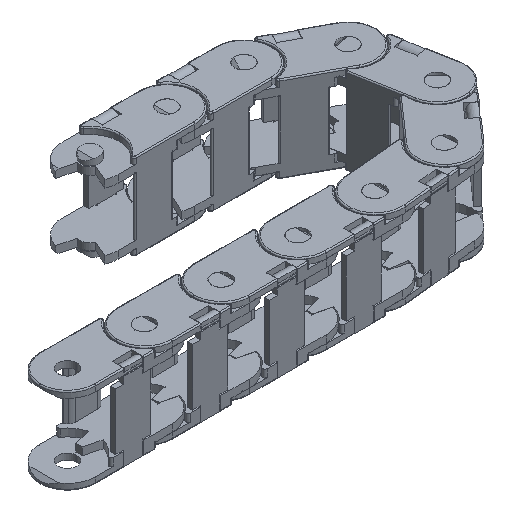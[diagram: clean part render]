
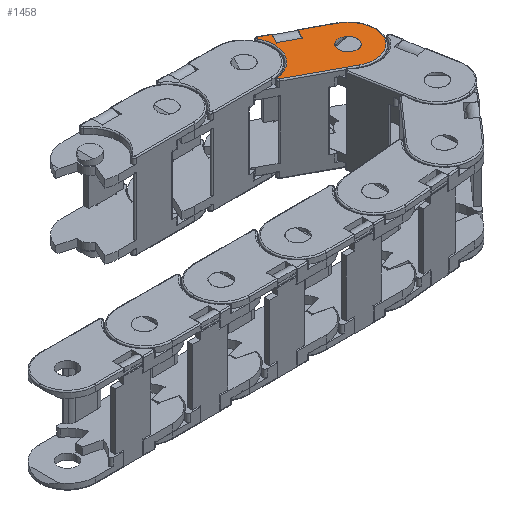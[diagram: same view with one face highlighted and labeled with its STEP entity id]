
A CAD part, isometric view. The second image highlights one B-rep face of the part: STEP entity #1458.
In plain terms, the highlighted planar face has unit normal (0, 0, 1).
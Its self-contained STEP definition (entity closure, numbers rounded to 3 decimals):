
#34 = VERTEX_POINT ( 'NONE', #1240 ) ;
#43 = CARTESIAN_POINT ( 'NONE',  ( 25.174, 11., 37. ) ) ;
#86 = VERTEX_POINT ( 'NONE', #2628 ) ;
#129 = VECTOR ( 'NONE', #1045, 1000. ) ;
#148 = ORIENTED_EDGE ( 'NONE', *, *, #4303, .T. ) ;
#163 = VERTEX_POINT ( 'NONE', #1353 ) ;
#174 = VECTOR ( 'NONE', #2215, 1000. ) ;
#202 = AXIS2_PLACEMENT_3D ( 'NONE', #3692, #4049, #2387 ) ;
#267 = DIRECTION ( 'NONE',  ( -1., 0., 0. ) ) ;
#315 = DIRECTION ( 'NONE',  ( 0., 0., 1. ) ) ;
#360 = CARTESIAN_POINT ( 'NONE',  ( -0.34, -11.5, 37. ) ) ;
#399 = LINE ( 'NONE', #2145, #1777 ) ;
#400 = EDGE_CURVE ( 'NONE', #86, #163, #1733, .T. ) ;
#485 = VERTEX_POINT ( 'NONE', #2920 ) ;
#539 = CARTESIAN_POINT ( 'NONE',  ( -0.34, 0., 37. ) ) ;
#574 = DIRECTION ( 'NONE',  ( 0., 0., -1. ) ) ;
#577 = EDGE_CURVE ( 'NONE', #1060, #2459, #1892, .T. ) ;
#646 = VERTEX_POINT ( 'NONE', #2326 ) ;
#711 = AXIS2_PLACEMENT_3D ( 'NONE', #4398, #315, #2737 ) ;
#764 = VERTEX_POINT ( 'NONE', #2436 ) ;
#851 = ORIENTED_EDGE ( 'NONE', *, *, #3852, .T. ) ;
#902 = AXIS2_PLACEMENT_3D ( 'NONE', #2306, #1647, #1876 ) ;
#904 = CIRCLE ( 'NONE', #4404, 4.03 ) ;
#931 = DIRECTION ( 'NONE',  ( 0., 0., -1. ) ) ;
#1027 = DIRECTION ( 'NONE',  ( -1., 0., 0. ) ) ;
#1045 = DIRECTION ( 'NONE',  ( -1., 0., 0. ) ) ;
#1060 = VERTEX_POINT ( 'NONE', #3315 ) ;
#1069 = CIRCLE ( 'NONE', #4092, 13. ) ;
#1079 = EDGE_CURVE ( 'NONE', #2459, #4170, #1069, .T. ) ;
#1088 = ORIENTED_EDGE ( 'NONE', *, *, #2660, .T. ) ;
#1116 = CIRCLE ( 'NONE', #902, 0.5 ) ;
#1153 = CIRCLE ( 'NONE', #711, 4.03 ) ;
#1240 = CARTESIAN_POINT ( 'NONE',  ( 25.674, -11., 37. ) ) ;
#1275 = DIRECTION ( 'NONE',  ( -1., 0., 0. ) ) ;
#1295 = ORIENTED_EDGE ( 'NONE', *, *, #400, .T. ) ;
#1300 = VERTEX_POINT ( 'NONE', #3839 ) ;
#1328 = EDGE_CURVE ( 'NONE', #86, #3156, #3517, .T. ) ;
#1353 = CARTESIAN_POINT ( 'NONE',  ( 25.174, -11.5, 37. ) ) ;
#1358 = AXIS2_PLACEMENT_3D ( 'NONE', #539, #574, #3934 ) ;
#1396 = VERTEX_POINT ( 'NONE', #3820 ) ;
#1402 = ORIENTED_EDGE ( 'NONE', *, *, #3181, .F. ) ;
#1413 = EDGE_CURVE ( 'NONE', #4100, #1396, #2771, .T. ) ;
#1439 = EDGE_CURVE ( 'NONE', #4168, #3252, #904, .T. ) ;
#1458 = ADVANCED_FACE ( 'NONE', ( #3409, #3621 ), #2624, .F. ) ;
#1487 = AXIS2_PLACEMENT_3D ( 'NONE', #2849, #2200, #2544 ) ;
#1572 = EDGE_LOOP ( 'NONE', ( #3332, #2018, #1088, #3960, #3150, #1402, #2279, #1295, #851, #1855, #1868, #3747, #3053, #148 ) ) ;
#1647 = DIRECTION ( 'NONE',  ( 0., 0., 1. ) ) ;
#1725 = VECTOR ( 'NONE', #2146, 1000. ) ;
#1733 = LINE ( 'NONE', #360, #3046 ) ;
#1777 = VECTOR ( 'NONE', #3148, 1000. ) ;
#1823 = CARTESIAN_POINT ( 'NONE',  ( 20.68, -7., 37. ) ) ;
#1855 = ORIENTED_EDGE ( 'NONE', *, *, #3330, .T. ) ;
#1868 = ORIENTED_EDGE ( 'NONE', *, *, #577, .T. ) ;
#1869 = CIRCLE ( 'NONE', #1487, 0.5 ) ;
#1870 = DIRECTION ( 'NONE',  ( 0., 0., 1. ) ) ;
#1876 = DIRECTION ( 'NONE',  ( -1., 0., 0. ) ) ;
#1892 = CIRCLE ( 'NONE', #2754, 13. ) ;
#1920 = DIRECTION ( 'NONE',  ( 0., 0., 1. ) ) ;
#2018 = ORIENTED_EDGE ( 'NONE', *, *, #2678, .T. ) ;
#2145 = CARTESIAN_POINT ( 'NONE',  ( 12.32, -12., 37. ) ) ;
#2146 = DIRECTION ( 'NONE',  ( 0., 1., 0. ) ) ;
#2200 = DIRECTION ( 'NONE',  ( 0., 0., 1. ) ) ;
#2215 = DIRECTION ( 'NONE',  ( -1., 0., 0. ) ) ;
#2270 = ORIENTED_EDGE ( 'NONE', *, *, #4248, .F. ) ;
#2276 = CARTESIAN_POINT ( 'NONE',  ( 0., 0., 37. ) ) ;
#2279 = ORIENTED_EDGE ( 'NONE', *, *, #1328, .F. ) ;
#2306 = CARTESIAN_POINT ( 'NONE',  ( 25.174, 11., 37. ) ) ;
#2326 = CARTESIAN_POINT ( 'NONE',  ( 12.32, -7., 37. ) ) ;
#2387 = DIRECTION ( 'NONE',  ( -1., 0., 0. ) ) ;
#2436 = CARTESIAN_POINT ( 'NONE',  ( 0., 11.5, 37. ) ) ;
#2438 = CIRCLE ( 'NONE', #3706, 0.5 ) ;
#2459 = VERTEX_POINT ( 'NONE', #3909 ) ;
#2493 = ORIENTED_EDGE ( 'NONE', *, *, #1439, .F. ) ;
#2544 = DIRECTION ( 'NONE',  ( -1., 0., 0. ) ) ;
#2553 = DIRECTION ( 'NONE',  ( 1., 0., 0. ) ) ;
#2624 = PLANE ( 'NONE',  #1358 ) ;
#2628 = CARTESIAN_POINT ( 'NONE',  ( 20.68, -11.5, 37. ) ) ;
#2660 = EDGE_CURVE ( 'NONE', #485, #4100, #3402, .T. ) ;
#2678 = EDGE_CURVE ( 'NONE', #764, #485, #2815, .T. ) ;
#2707 = EDGE_LOOP ( 'NONE', ( #2270, #2493 ) ) ;
#2737 = DIRECTION ( 'NONE',  ( 1., 0., 0. ) ) ;
#2754 = AXIS2_PLACEMENT_3D ( 'NONE', #2971, #931, #1275 ) ;
#2771 = LINE ( 'NONE', #3242, #4363 ) ;
#2815 = CIRCLE ( 'NONE', #202, 11.5 ) ;
#2842 = CARTESIAN_POINT ( 'NONE',  ( -4.03, 0., 37. ) ) ;
#2849 = CARTESIAN_POINT ( 'NONE',  ( 25.174, -11., 37. ) ) ;
#2881 = EDGE_CURVE ( 'NONE', #646, #1396, #399, .T. ) ;
#2898 = EDGE_CURVE ( 'NONE', #4170, #3367, #1116, .T. ) ;
#2920 = CARTESIAN_POINT ( 'NONE',  ( -11.5, 0., 37. ) ) ;
#2964 = CIRCLE ( 'NONE', #3533, 0.5 ) ;
#2971 = CARTESIAN_POINT ( 'NONE',  ( 33., 0., 37. ) ) ;
#2983 = CARTESIAN_POINT ( 'NONE',  ( 33., 0., 37. ) ) ;
#2988 = CARTESIAN_POINT ( 'NONE',  ( 0., -11.5, 37. ) ) ;
#3046 = VECTOR ( 'NONE', #2553, 1000. ) ;
#3053 = ORIENTED_EDGE ( 'NONE', *, *, #2898, .T. ) ;
#3123 = CARTESIAN_POINT ( 'NONE',  ( 20.68, -7., 37. ) ) ;
#3148 = DIRECTION ( 'NONE',  ( 0., -1., 0. ) ) ;
#3150 = ORIENTED_EDGE ( 'NONE', *, *, #2881, .F. ) ;
#3156 = VERTEX_POINT ( 'NONE', #3123 ) ;
#3181 = EDGE_CURVE ( 'NONE', #3156, #646, #3342, .T. ) ;
#3242 = CARTESIAN_POINT ( 'NONE',  ( 0., -11.5, 37. ) ) ;
#3252 = VERTEX_POINT ( 'NONE', #2842 ) ;
#3315 = CARTESIAN_POINT ( 'NONE',  ( 25.464, -10.593, 37. ) ) ;
#3330 = EDGE_CURVE ( 'NONE', #34, #1060, #2438, .T. ) ;
#3332 = ORIENTED_EDGE ( 'NONE', *, *, #3923, .T. ) ;
#3342 = LINE ( 'NONE', #3471, #129 ) ;
#3367 = VERTEX_POINT ( 'NONE', #3581 ) ;
#3402 = CIRCLE ( 'NONE', #3499, 11.5 ) ;
#3408 = DIRECTION ( 'NONE',  ( 0., 0., 1. ) ) ;
#3409 = FACE_OUTER_BOUND ( 'NONE', #1572, .T. ) ;
#3471 = CARTESIAN_POINT ( 'NONE',  ( 12.33, -7., 37. ) ) ;
#3496 = LINE ( 'NONE', #3866, #174 ) ;
#3499 = AXIS2_PLACEMENT_3D ( 'NONE', #4371, #3408, #1027 ) ;
#3517 = LINE ( 'NONE', #1823, #1725 ) ;
#3533 = AXIS2_PLACEMENT_3D ( 'NONE', #43, #3815, #3832 ) ;
#3581 = CARTESIAN_POINT ( 'NONE',  ( 25.674, 11., 37. ) ) ;
#3590 = DIRECTION ( 'NONE',  ( 1., 0., 0. ) ) ;
#3621 = FACE_BOUND ( 'NONE', #2707, .T. ) ;
#3692 = CARTESIAN_POINT ( 'NONE',  ( 0., 0., 37. ) ) ;
#3706 = AXIS2_PLACEMENT_3D ( 'NONE', #3826, #1870, #4226 ) ;
#3747 = ORIENTED_EDGE ( 'NONE', *, *, #1079, .T. ) ;
#3815 = DIRECTION ( 'NONE',  ( 0., 0., 1. ) ) ;
#3820 = CARTESIAN_POINT ( 'NONE',  ( 12.32, -11.5, 37. ) ) ;
#3826 = CARTESIAN_POINT ( 'NONE',  ( 25.174, -11., 37. ) ) ;
#3832 = DIRECTION ( 'NONE',  ( -1., 0., 0. ) ) ;
#3839 = CARTESIAN_POINT ( 'NONE',  ( 25.174, 11.5, 37. ) ) ;
#3852 = EDGE_CURVE ( 'NONE', #163, #34, #1869, .T. ) ;
#3866 = CARTESIAN_POINT ( 'NONE',  ( -0.34, 11.5, 37. ) ) ;
#3909 = CARTESIAN_POINT ( 'NONE',  ( 20., 0., 37. ) ) ;
#3923 = EDGE_CURVE ( 'NONE', #1300, #764, #3496, .T. ) ;
#3934 = DIRECTION ( 'NONE',  ( 1., 0., 0. ) ) ;
#3960 = ORIENTED_EDGE ( 'NONE', *, *, #1413, .T. ) ;
#3976 = DIRECTION ( 'NONE',  ( 1., 0., 0. ) ) ;
#3980 = CARTESIAN_POINT ( 'NONE',  ( 25.464, 10.593, 37. ) ) ;
#4049 = DIRECTION ( 'NONE',  ( 0., 0., 1. ) ) ;
#4092 = AXIS2_PLACEMENT_3D ( 'NONE', #2983, #4360, #267 ) ;
#4100 = VERTEX_POINT ( 'NONE', #2988 ) ;
#4168 = VERTEX_POINT ( 'NONE', #4367 ) ;
#4170 = VERTEX_POINT ( 'NONE', #3980 ) ;
#4226 = DIRECTION ( 'NONE',  ( -1., 0., 0. ) ) ;
#4248 = EDGE_CURVE ( 'NONE', #3252, #4168, #1153, .T. ) ;
#4303 = EDGE_CURVE ( 'NONE', #3367, #1300, #2964, .T. ) ;
#4360 = DIRECTION ( 'NONE',  ( 0., 0., -1. ) ) ;
#4363 = VECTOR ( 'NONE', #3590, 1000. ) ;
#4367 = CARTESIAN_POINT ( 'NONE',  ( 4.03, 0., 37. ) ) ;
#4371 = CARTESIAN_POINT ( 'NONE',  ( 0., 0., 37. ) ) ;
#4398 = CARTESIAN_POINT ( 'NONE',  ( 0., 0., 37. ) ) ;
#4404 = AXIS2_PLACEMENT_3D ( 'NONE', #2276, #1920, #3976 ) ;
